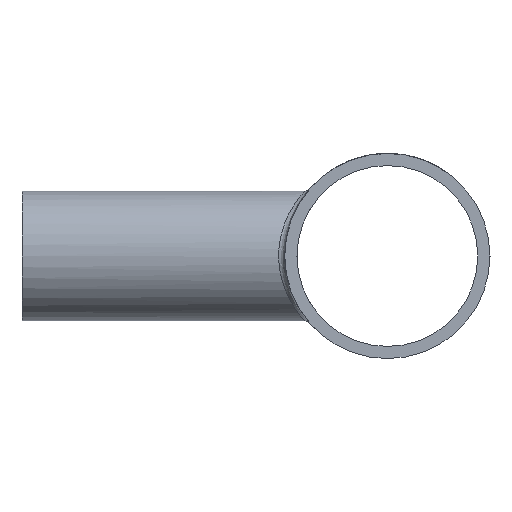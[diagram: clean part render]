
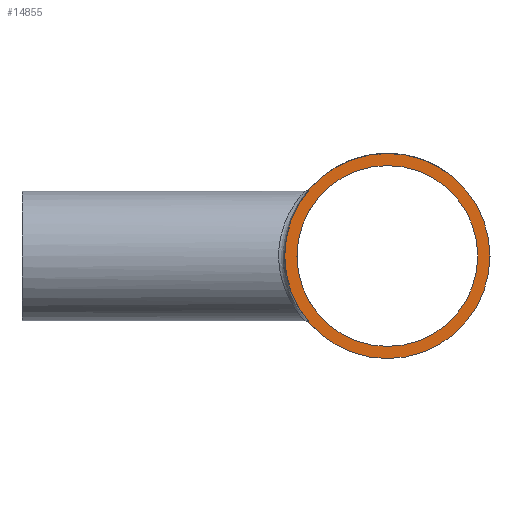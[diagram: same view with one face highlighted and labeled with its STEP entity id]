
A CAD part, left-side view. The second image highlights one B-rep face of the part: STEP entity #14855.
In plain terms, the highlighted planar face has unit normal (-1, 0, 0).
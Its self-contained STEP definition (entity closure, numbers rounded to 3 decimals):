
#896 = DIRECTION ( 'NONE',  ( -1., 0., 0. ) ) ;
#994 = CARTESIAN_POINT ( 'NONE',  ( -60., 0., 0. ) ) ;
#1190 = CARTESIAN_POINT ( 'NONE',  ( -60., 0., 14.85 ) ) ;
#1365 = AXIS2_PLACEMENT_3D ( 'NONE', #3443, #896, #10352 ) ;
#1541 = DIRECTION ( 'NONE',  ( 0., 0., 1. ) ) ;
#2271 = DIRECTION ( 'NONE',  ( -1., 0., 0. ) ) ;
#3081 = DIRECTION ( 'NONE',  ( -1., 0., 0. ) ) ;
#3252 = EDGE_CURVE ( 'NONE', #7907, #7907, #6789, .T. ) ;
#3443 = CARTESIAN_POINT ( 'NONE',  ( -60., 0., 0. ) ) ;
#4573 = EDGE_LOOP ( 'NONE', ( #10261 ) ) ;
#5191 = VERTEX_POINT ( 'NONE', #10718 ) ;
#6193 = AXIS2_PLACEMENT_3D ( 'NONE', #10089, #3081, #1541 ) ;
#6789 = CIRCLE ( 'NONE', #6193, 14.85 ) ;
#7633 = DIRECTION ( 'NONE',  ( 0., 0., 1. ) ) ;
#7907 = VERTEX_POINT ( 'NONE', #1190 ) ;
#8039 = ORIENTED_EDGE ( 'NONE', *, *, #3252, .F. ) ;
#8709 = EDGE_CURVE ( 'NONE', #5191, #5191, #14750, .T. ) ;
#9189 = PLANE ( 'NONE',  #16714 ) ;
#10089 = CARTESIAN_POINT ( 'NONE',  ( -60., 0., 0. ) ) ;
#10261 = ORIENTED_EDGE ( 'NONE', *, *, #8709, .T. ) ;
#10352 = DIRECTION ( 'NONE',  ( 0., 0., 1. ) ) ;
#10619 = FACE_OUTER_BOUND ( 'NONE', #4573, .T. ) ;
#10718 = CARTESIAN_POINT ( 'NONE',  ( -60., 0., 16.85 ) ) ;
#14657 = EDGE_LOOP ( 'NONE', ( #8039 ) ) ;
#14750 = CIRCLE ( 'NONE', #1365, 16.85 ) ;
#14855 = ADVANCED_FACE ( 'NONE', ( #16276, #10619 ), #9189, .T. ) ;
#16276 = FACE_BOUND ( 'NONE', #14657, .T. ) ;
#16714 = AXIS2_PLACEMENT_3D ( 'NONE', #994, #2271, #7633 ) ;
